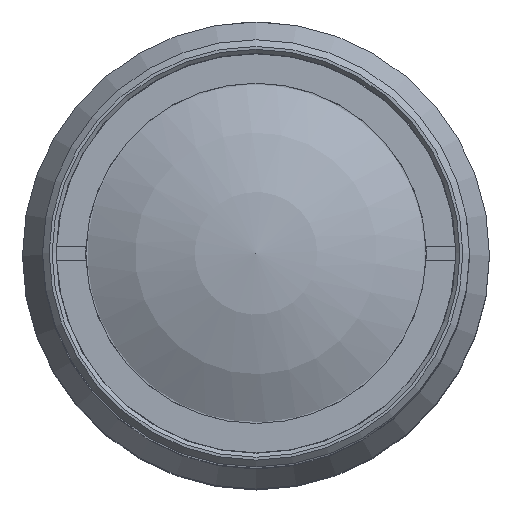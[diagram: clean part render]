
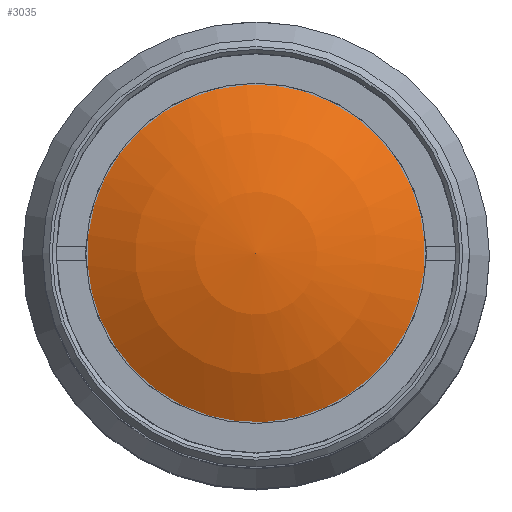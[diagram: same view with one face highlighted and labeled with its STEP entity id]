
A CAD part, top view. The second image highlights one B-rep face of the part: STEP entity #3035.
In plain terms, the highlighted spherical face has radius 26.49 mm.
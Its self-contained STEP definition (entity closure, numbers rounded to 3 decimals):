
#31=SPHERICAL_SURFACE('',#3402,26.49);
#780=FACE_OUTER_BOUND('',#1100,.T.);
#1100=EDGE_LOOP('',(#2439));
#1353=CIRCLE('',#3400,13.25);
#1585=VERTEX_POINT('',#5205);
#1892=EDGE_CURVE('',#1585,#1585,#1353,.T.);
#2439=ORIENTED_EDGE('',*,*,#1892,.T.);
#3035=ADVANCED_FACE('',(#780),#31,.T.);
#3400=AXIS2_PLACEMENT_3D('',#5206,#4148,#4149);
#3402=AXIS2_PLACEMENT_3D('',#5209,#4152,#4153);
#4148=DIRECTION('center_axis',(0.,0.,
1.));
#4149=DIRECTION('ref_axis',(-0.688,0.725,0.));
#4152=DIRECTION('center_axis',(0.,0.,
-1.));
#4153=DIRECTION('ref_axis',(-0.688,0.725,0.));
#5205=CARTESIAN_POINT('',(9.122,-9.61,130.996));
#5206=CARTESIAN_POINT('Origin',(0.,0.,
130.996));
#5209=CARTESIAN_POINT('Origin',(0.,0.,
108.058));
